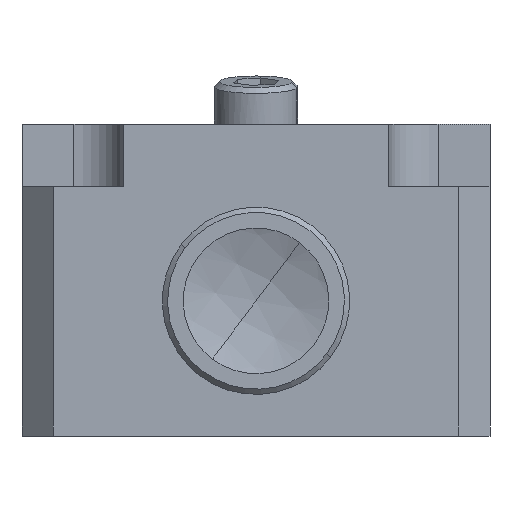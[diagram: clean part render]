
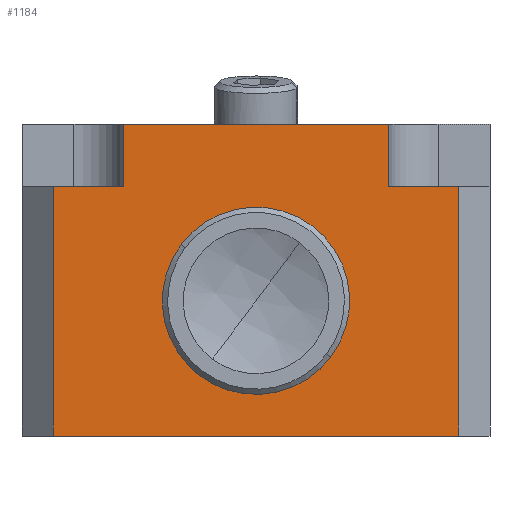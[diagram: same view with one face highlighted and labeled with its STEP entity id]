
A CAD part, left-side view. The second image highlights one B-rep face of the part: STEP entity #1184.
In plain terms, the highlighted planar face has unit normal (-1, 0, 0).
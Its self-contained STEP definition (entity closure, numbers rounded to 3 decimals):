
#42 = CARTESIAN_POINT ( 'NONE',  ( -5., -2., 0. ) ) ;
#156 = DIRECTION ( 'NONE',  ( 0., 0., 1. ) ) ;
#181 = VERTEX_POINT ( 'NONE', #2846 ) ;
#189 = CIRCLE ( 'NONE', #3270, 5. ) ;
#284 = ORIENTED_EDGE ( 'NONE', *, *, #1672, .T. ) ;
#308 = VERTEX_POINT ( 'NONE', #339 ) ;
#339 = CARTESIAN_POINT ( 'NONE',  ( -5., 17.5, 18. ) ) ;
#519 = CARTESIAN_POINT ( 'NONE',  ( -5., 40., 30. ) ) ;
#565 = CARTESIAN_POINT ( 'NONE',  ( -5., -5., 24. ) ) ;
#683 = CARTESIAN_POINT ( 'NONE',  ( -5., -2., 24. ) ) ;
#725 = AXIS2_PLACEMENT_3D ( 'NONE', #4353, #866, #2036 ) ;
#729 = DIRECTION ( 'NONE',  ( 0., 0., 1. ) ) ;
#768 = DIRECTION ( 'NONE',  ( 0., 0., 1. ) ) ;
#843 = CARTESIAN_POINT ( 'NONE',  ( -5., 4.75, 24. ) ) ;
#866 = DIRECTION ( 'NONE',  ( 1., 0., 0. ) ) ;
#882 = VERTEX_POINT ( 'NONE', #2446 ) ;
#890 = LINE ( 'NONE', #4721, #2006 ) ;
#978 = DIRECTION ( 'NONE',  ( 0., -1., 0. ) ) ;
#989 = ORIENTED_EDGE ( 'NONE', *, *, #4934, .T. ) ;
#999 = VECTOR ( 'NONE', #729, 1000. ) ;
#1009 = EDGE_CURVE ( 'NONE', #2766, #3901, #2578, .T. ) ;
#1021 = ORIENTED_EDGE ( 'NONE', *, *, #2046, .F. ) ;
#1065 = EDGE_LOOP ( 'NONE', ( #3343, #284, #989, #1198, #2033, #3515, #1021, #3702 ) ) ;
#1104 = LINE ( 'NONE', #4901, #2725 ) ;
#1173 = VERTEX_POINT ( 'NONE', #843 ) ;
#1184 = ADVANCED_FACE ( 'NONE', ( #2730, #4722 ), #2808, .F. ) ;
#1198 = ORIENTED_EDGE ( 'NONE', *, *, #3179, .T. ) ;
#1343 = CARTESIAN_POINT ( 'NONE',  ( -5., 4.75, 30. ) ) ;
#1377 = DIRECTION ( 'NONE',  ( 0., 0., 1. ) ) ;
#1389 = LINE ( 'NONE', #565, #3765 ) ;
#1421 = VECTOR ( 'NONE', #3433, 1000. ) ;
#1430 = VERTEX_POINT ( 'NONE', #683 ) ;
#1436 = DIRECTION ( 'NONE',  ( 0., -1., 0. ) ) ;
#1496 = LINE ( 'NONE', #3812, #1421 ) ;
#1665 = DIRECTION ( 'NONE',  ( 0., -1., 0. ) ) ;
#1672 = EDGE_CURVE ( 'NONE', #2766, #181, #2309, .T. ) ;
#1787 = VERTEX_POINT ( 'NONE', #4836 ) ;
#2006 = VECTOR ( 'NONE', #156, 1000. ) ;
#2026 = VERTEX_POINT ( 'NONE', #42 ) ;
#2033 = ORIENTED_EDGE ( 'NONE', *, *, #2948, .F. ) ;
#2036 = DIRECTION ( 'NONE',  ( 0., 0., 1. ) ) ;
#2046 = EDGE_CURVE ( 'NONE', #882, #3034, #4381, .T. ) ;
#2159 = CARTESIAN_POINT ( 'NONE',  ( -5., -2., 30. ) ) ;
#2179 = EDGE_CURVE ( 'NONE', #308, #1787, #189, .T. ) ;
#2186 = CARTESIAN_POINT ( 'NONE',  ( -5., 37., 24. ) ) ;
#2309 = LINE ( 'NONE', #3107, #4467 ) ;
#2386 = EDGE_CURVE ( 'NONE', #1787, #308, #3528, .T. ) ;
#2446 = CARTESIAN_POINT ( 'NONE',  ( -5., 30.25, 30. ) ) ;
#2578 = LINE ( 'NONE', #4590, #3399 ) ;
#2725 = VECTOR ( 'NONE', #1436, 1000. ) ;
#2730 = FACE_BOUND ( 'NONE', #3808, .T. ) ;
#2766 = VERTEX_POINT ( 'NONE', #2186 ) ;
#2808 = PLANE ( 'NONE',  #725 ) ;
#2846 = CARTESIAN_POINT ( 'NONE',  ( -5., 37., 0. ) ) ;
#2884 = ORIENTED_EDGE ( 'NONE', *, *, #2179, .T. ) ;
#2948 = EDGE_CURVE ( 'NONE', #1173, #1430, #1389, .T. ) ;
#2987 = CARTESIAN_POINT ( 'NONE',  ( -5., 30.25, 24. ) ) ;
#2994 = ORIENTED_EDGE ( 'NONE', *, *, #2386, .T. ) ;
#3008 = DIRECTION ( 'NONE',  ( 0., -1., 0. ) ) ;
#3034 = VERTEX_POINT ( 'NONE', #1343 ) ;
#3107 = CARTESIAN_POINT ( 'NONE',  ( -5., 37., 30. ) ) ;
#3179 = EDGE_CURVE ( 'NONE', #2026, #1430, #3483, .T. ) ;
#3270 = AXIS2_PLACEMENT_3D ( 'NONE', #4474, #4780, #1377 ) ;
#3343 = ORIENTED_EDGE ( 'NONE', *, *, #1009, .F. ) ;
#3399 = VECTOR ( 'NONE', #3008, 1000. ) ;
#3433 = DIRECTION ( 'NONE',  ( 0., 0., 1. ) ) ;
#3483 = LINE ( 'NONE', #2159, #999 ) ;
#3515 = ORIENTED_EDGE ( 'NONE', *, *, #4189, .T. ) ;
#3528 = CIRCLE ( 'NONE', #3928, 5. ) ;
#3702 = ORIENTED_EDGE ( 'NONE', *, *, #4099, .F. ) ;
#3765 = VECTOR ( 'NONE', #978, 1000. ) ;
#3808 = EDGE_LOOP ( 'NONE', ( #2884, #2994 ) ) ;
#3812 = CARTESIAN_POINT ( 'NONE',  ( -5., 30.25, 24. ) ) ;
#3901 = VERTEX_POINT ( 'NONE', #2987 ) ;
#3928 = AXIS2_PLACEMENT_3D ( 'NONE', #4956, #4916, #768 ) ;
#4099 = EDGE_CURVE ( 'NONE', #3901, #882, #1496, .T. ) ;
#4189 = EDGE_CURVE ( 'NONE', #1173, #3034, #890, .T. ) ;
#4266 = DIRECTION ( 'NONE',  ( 0., 0., -1. ) ) ;
#4353 = CARTESIAN_POINT ( 'NONE',  ( -5., 40., 30. ) ) ;
#4381 = LINE ( 'NONE', #519, #4477 ) ;
#4467 = VECTOR ( 'NONE', #4266, 1000. ) ;
#4474 = CARTESIAN_POINT ( 'NONE',  ( -5., 17.5, 13. ) ) ;
#4477 = VECTOR ( 'NONE', #1665, 1000. ) ;
#4590 = CARTESIAN_POINT ( 'NONE',  ( -5., 40., 24. ) ) ;
#4721 = CARTESIAN_POINT ( 'NONE',  ( -5., 4.75, 24. ) ) ;
#4722 = FACE_OUTER_BOUND ( 'NONE', #1065, .T. ) ;
#4780 = DIRECTION ( 'NONE',  ( 1., 0., 0. ) ) ;
#4836 = CARTESIAN_POINT ( 'NONE',  ( -5., 17.5, 8. ) ) ;
#4901 = CARTESIAN_POINT ( 'NONE',  ( -5., 40., 0. ) ) ;
#4916 = DIRECTION ( 'NONE',  ( 1., 0., 0. ) ) ;
#4934 = EDGE_CURVE ( 'NONE', #181, #2026, #1104, .T. ) ;
#4956 = CARTESIAN_POINT ( 'NONE',  ( -5., 17.5, 13. ) ) ;
